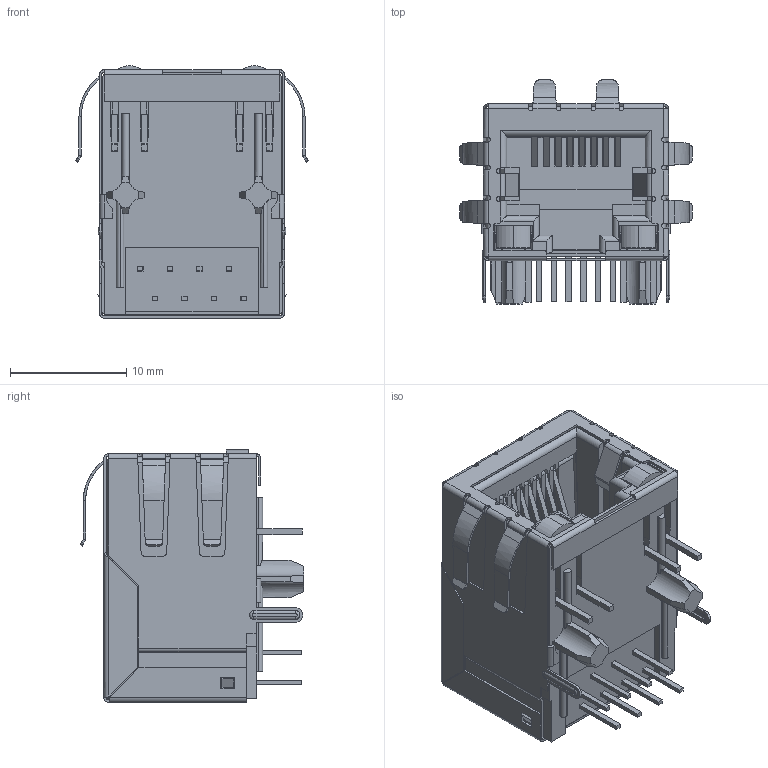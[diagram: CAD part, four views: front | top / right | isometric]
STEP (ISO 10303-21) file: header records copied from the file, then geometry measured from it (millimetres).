
FILE_DESCRIPTION (( 'STEP AP203' ), '1' );
FILE_NAME ('J9P018832P11202.STEP', '2020-03-19T21:38:36', ( '' ), ( '' ), 'SwSTEP 2.0', 'SolidWorks 2016', '' );
FILE_SCHEMA (( 'CONFIG_CONTROL_DESIGN' ));
Length unit declared in the file: millimetre
Products named in the file (8): 9P-LED LED RH_1-Yellow; 9P-LED Shield; 9P-LED LED LH_1-Yellow; 9P-LED Contacts; 9P-LED Assembly; 9P-LED Contact Lock; 9P-LED Insulator; J9P018832P11202
Assembly tree (7 placements, depth 3):
  J9P018832P11202
    9P-LED Assembly
      9P-LED Shield
      9P-LED Insulator
      9P-LED Contact Lock
      9P-LED Contacts
    9P-LED LED LH_1-Yellow
    9P-LED LED RH_1-Yellow
Bounding box: 20 x 19.25 x 21.7 mm (x, y, z)
Volume: 2687.1 mm3; surface area: 7515.4 mm2
Topology: 13 solids, 13 shells, 1472 faces, 3818 edges, 2348 vertices
Faces by surface type: plane 1042, cylinder 336, bspline 60, cone 32, sphere 2
Entity records: 48185 total; most frequent: CARTESIAN_POINT 12421, ORIENTED_EDGE 7632, DIRECTION 6661, EDGE_CURVE 3816, LINE 2829, VECTOR 2829, VERTEX_POINT 2348, AXIS2_PLACEMENT_3D 1916
